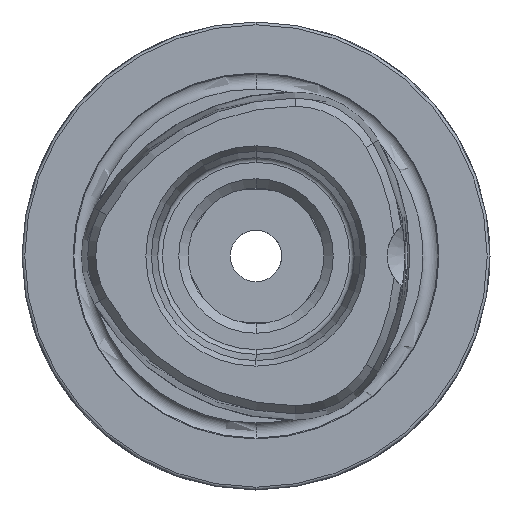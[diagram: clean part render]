
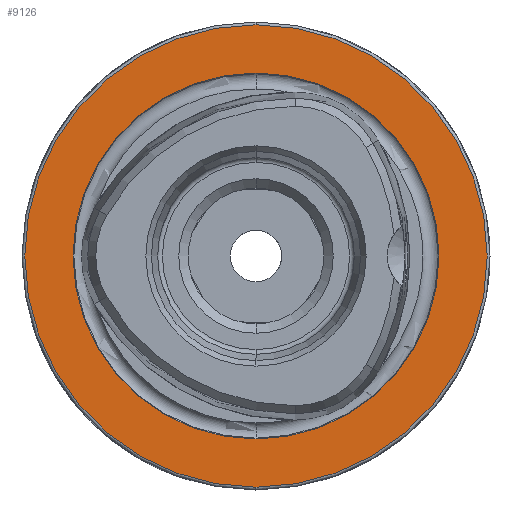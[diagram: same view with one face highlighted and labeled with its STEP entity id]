
A CAD part, left-side view. The second image highlights one B-rep face of the part: STEP entity #9126.
In plain terms, the highlighted planar face has unit normal (-1, 0, 0).
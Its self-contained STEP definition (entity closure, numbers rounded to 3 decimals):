
#594 = ORIENTED_EDGE ( 'NONE', *, *, #21659, .F. ) ;
#1226 = DIRECTION ( 'NONE',  ( 0., 0., 1. ) ) ;
#1276 = ORIENTED_EDGE ( 'NONE', *, *, #33440, .T. ) ;
#1441 = DIRECTION ( 'NONE',  ( -1., 0., 0. ) ) ;
#1694 = CARTESIAN_POINT ( 'NONE',  ( 0., 0., 0. ) ) ;
#2348 = ORIENTED_EDGE ( 'NONE', *, *, #32283, .F. ) ;
#2693 = DIRECTION ( 'NONE',  ( -1., 0., 0. ) ) ;
#3457 = AXIS2_PLACEMENT_3D ( 'NONE', #35635, #14701, #15215 ) ;
#4443 = CARTESIAN_POINT ( 'NONE',  ( 0., 0., 24.7 ) ) ;
#6815 = AXIS2_PLACEMENT_3D ( 'NONE', #1694, #1441, #30962 ) ;
#7502 = DIRECTION ( 'NONE',  ( 1., 0., 0. ) ) ;
#9126 = ADVANCED_FACE ( 'NONE', ( #14283, #16157 ), #27607, .F. ) ;
#9355 = AXIS2_PLACEMENT_3D ( 'NONE', #18403, #7502, #10365 ) ;
#10365 = DIRECTION ( 'NONE',  ( 0., 0., -1. ) ) ;
#12726 = ORIENTED_EDGE ( 'NONE', *, *, #23647, .T. ) ;
#14052 = VERTEX_POINT ( 'NONE', #23265 ) ;
#14115 = DIRECTION ( 'NONE',  ( 0., 0., 1. ) ) ;
#14283 = FACE_BOUND ( 'NONE', #21558, .T. ) ;
#14701 = DIRECTION ( 'NONE',  ( -1., 0., 0. ) ) ;
#15215 = DIRECTION ( 'NONE',  ( 0., 0., 1. ) ) ;
#16125 = DIRECTION ( 'NONE',  ( -1., 0., 0. ) ) ;
#16157 = FACE_OUTER_BOUND ( 'NONE', #37780, .T. ) ;
#16636 = VERTEX_POINT ( 'NONE', #17066 ) ;
#17066 = CARTESIAN_POINT ( 'NONE',  ( 0., 0., -19.55 ) ) ;
#18033 = VERTEX_POINT ( 'NONE', #4443 ) ;
#18109 = CIRCLE ( 'NONE', #6815, 19.55 ) ;
#18403 = CARTESIAN_POINT ( 'NONE',  ( 0., 19.55, 0. ) ) ;
#18801 = CARTESIAN_POINT ( 'NONE',  ( 0., 0., -24.7 ) ) ;
#20421 = CIRCLE ( 'NONE', #31741, 24.7 ) ;
#21558 = EDGE_LOOP ( 'NONE', ( #594, #2348 ) ) ;
#21659 = EDGE_CURVE ( 'NONE', #14052, #16636, #18109, .T. ) ;
#23265 = CARTESIAN_POINT ( 'NONE',  ( 0., 0., 19.55 ) ) ;
#23647 = EDGE_CURVE ( 'NONE', #18033, #32932, #32364, .T. ) ;
#27607 = PLANE ( 'NONE',  #9355 ) ;
#27851 = CIRCLE ( 'NONE', #3457, 19.55 ) ;
#27900 = CARTESIAN_POINT ( 'NONE',  ( 0., 0., 0. ) ) ;
#30962 = DIRECTION ( 'NONE',  ( 0., 0., 1. ) ) ;
#31741 = AXIS2_PLACEMENT_3D ( 'NONE', #38139, #2693, #14115 ) ;
#32283 = EDGE_CURVE ( 'NONE', #16636, #14052, #27851, .T. ) ;
#32364 = CIRCLE ( 'NONE', #33836, 24.7 ) ;
#32932 = VERTEX_POINT ( 'NONE', #18801 ) ;
#33440 = EDGE_CURVE ( 'NONE', #32932, #18033, #20421, .T. ) ;
#33836 = AXIS2_PLACEMENT_3D ( 'NONE', #27900, #16125, #1226 ) ;
#35635 = CARTESIAN_POINT ( 'NONE',  ( 0., 0., 0. ) ) ;
#37780 = EDGE_LOOP ( 'NONE', ( #12726, #1276 ) ) ;
#38139 = CARTESIAN_POINT ( 'NONE',  ( 0., 0., 0. ) ) ;
